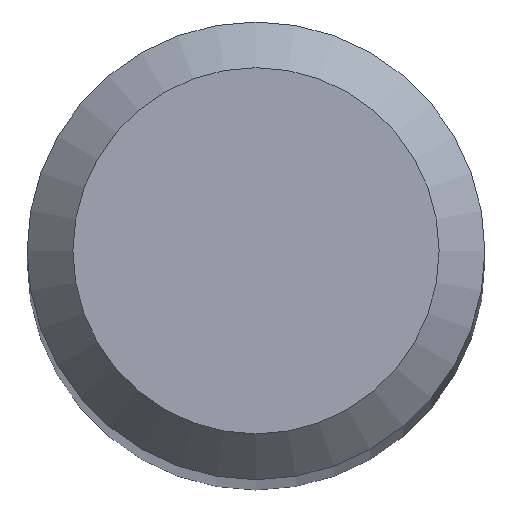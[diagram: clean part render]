
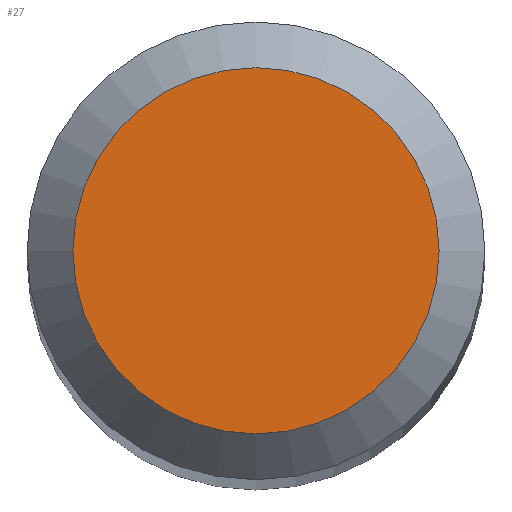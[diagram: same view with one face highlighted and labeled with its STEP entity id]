
A CAD part, top view. The second image highlights one B-rep face of the part: STEP entity #27.
In plain terms, the highlighted planar face has unit normal (0, 0, 1).
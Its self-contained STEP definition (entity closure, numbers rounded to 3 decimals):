
#27 = ADVANCED_FACE ( 'NONE', ( #211 ), #213, .F. ) ;
#50 = ORIENTED_EDGE ( 'NONE', *, *, #223, .F. ) ;
#51 = DIRECTION ( 'NONE',  ( 0., 1., 0. ) ) ;
#61 = AXIS2_PLACEMENT_3D ( 'NONE', #72, #244, #51 ) ;
#72 = CARTESIAN_POINT ( 'NONE',  ( 0., 0., 43. ) ) ;
#97 = DIRECTION ( 'NONE',  ( 0., 1., 0. ) ) ;
#126 = DIRECTION ( 'NONE',  ( 0., 0., -1. ) ) ;
#134 = EDGE_LOOP ( 'NONE', ( #50 ) ) ;
#176 = CIRCLE ( 'NONE', #270, 1. ) ;
#201 = VERTEX_POINT ( 'NONE', #298 ) ;
#211 = FACE_OUTER_BOUND ( 'NONE', #134, .T. ) ;
#213 = PLANE ( 'NONE',  #61 ) ;
#223 = EDGE_CURVE ( 'NONE', #201, #201, #176, .T. ) ;
#244 = DIRECTION ( 'NONE',  ( 0., 0., -1. ) ) ;
#266 = CARTESIAN_POINT ( 'NONE',  ( 0., 0., 43. ) ) ;
#270 = AXIS2_PLACEMENT_3D ( 'NONE', #266, #126, #97 ) ;
#298 = CARTESIAN_POINT ( 'NONE',  ( 0., 1., 43. ) ) ;
